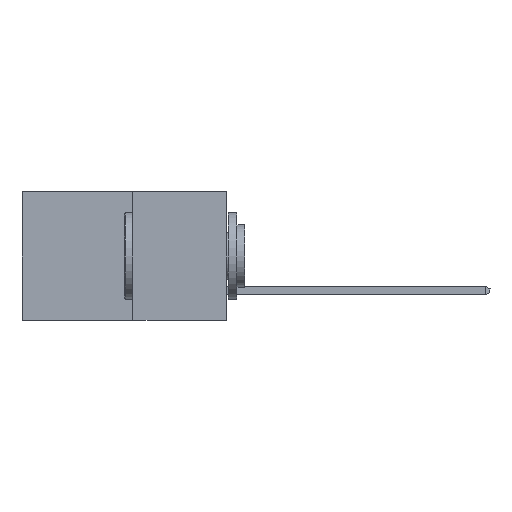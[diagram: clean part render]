
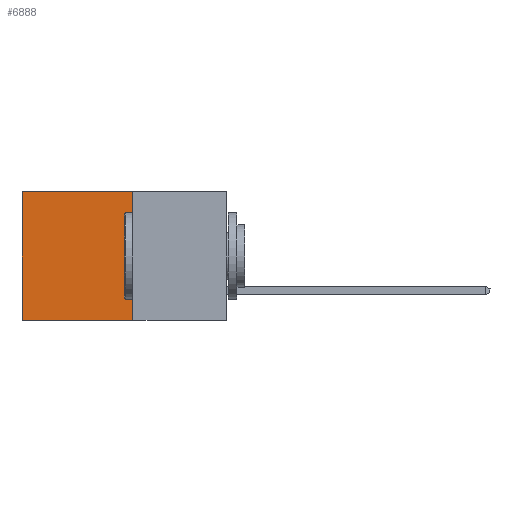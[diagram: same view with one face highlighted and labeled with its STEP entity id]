
A CAD part, left-side view. The second image highlights one B-rep face of the part: STEP entity #6888.
In plain terms, the highlighted planar face has unit normal (-1, 0, 0).
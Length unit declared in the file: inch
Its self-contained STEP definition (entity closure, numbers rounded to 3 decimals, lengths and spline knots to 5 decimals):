
#82 = CARTESIAN_POINT ( 'NONE',  ( 0.277, 0.59, -0.37 ) ) ;
#224 = VECTOR ( 'NONE', #5414, 39.37008 ) ;
#478 = VECTOR ( 'NONE', #8508, 39.37008 ) ;
#1120 = DIRECTION ( 'NONE',  ( 0., 0., -1. ) ) ;
#1411 = EDGE_CURVE ( 'NONE', #14502, #14644, #15083, .T. ) ;
#2425 = LINE ( 'NONE', #3413, #14181 ) ;
#2784 = AXIS2_PLACEMENT_3D ( 'NONE', #12191, #12178, #12173 ) ;
#3253 = EDGE_LOOP ( 'NONE', ( #10186, #6768, #14394, #12483 ) ) ;
#3413 = CARTESIAN_POINT ( 'NONE',  ( 0.277, 0.27, -0.37 ) ) ;
#4226 = EDGE_CURVE ( 'NONE', #8972, #14644, #6087, .T. ) ;
#5414 = DIRECTION ( 'NONE',  ( 0., 1., 0. ) ) ;
#5620 = VERTEX_POINT ( 'NONE', #14667 ) ;
#6087 = LINE ( 'NONE', #8990, #478 ) ;
#6768 = ORIENTED_EDGE ( 'NONE', *, *, #4226, .F. ) ;
#6888 = ADVANCED_FACE ( 'NONE', ( #8325 ), #12204, .F. ) ;
#7891 = CARTESIAN_POINT ( 'NONE',  ( 0.277, 0.27, 0. ) ) ;
#8325 = FACE_OUTER_BOUND ( 'NONE', #3253, .T. ) ;
#8508 = DIRECTION ( 'NONE',  ( 0., 1., 0. ) ) ;
#8972 = VERTEX_POINT ( 'NONE', #13414 ) ;
#8990 = CARTESIAN_POINT ( 'NONE',  ( 0.277, 0.27, -0.37 ) ) ;
#10186 = ORIENTED_EDGE ( 'NONE', *, *, #1411, .T. ) ;
#11224 = EDGE_CURVE ( 'NONE', #5620, #8972, #2425, .T. ) ;
#11267 = CARTESIAN_POINT ( 'NONE',  ( 0.277, 0.59, 0. ) ) ;
#11871 = VECTOR ( 'NONE', #12754, 39.37008 ) ;
#12173 = DIRECTION ( 'NONE',  ( 0., 0., -1. ) ) ;
#12178 = DIRECTION ( 'NONE',  ( 1., 0., 0. ) ) ;
#12191 = CARTESIAN_POINT ( 'NONE',  ( 0.277, 0.27, -0.37 ) ) ;
#12204 = PLANE ( 'NONE',  #2784 ) ;
#12483 = ORIENTED_EDGE ( 'NONE', *, *, #13506, .T. ) ;
#12754 = DIRECTION ( 'NONE',  ( 0., 0., -1. ) ) ;
#12765 = CARTESIAN_POINT ( 'NONE',  ( 0.277, 0.59, -0.37 ) ) ;
#13414 = CARTESIAN_POINT ( 'NONE',  ( 0.277, 0.27, -0.37 ) ) ;
#13506 = EDGE_CURVE ( 'NONE', #5620, #14502, #14365, .T. ) ;
#14181 = VECTOR ( 'NONE', #1120, 39.37008 ) ;
#14365 = LINE ( 'NONE', #7891, #224 ) ;
#14394 = ORIENTED_EDGE ( 'NONE', *, *, #11224, .F. ) ;
#14502 = VERTEX_POINT ( 'NONE', #11267 ) ;
#14644 = VERTEX_POINT ( 'NONE', #12765 ) ;
#14667 = CARTESIAN_POINT ( 'NONE',  ( 0.277, 0.27, 0. ) ) ;
#15083 = LINE ( 'NONE', #82, #11871 ) ;
